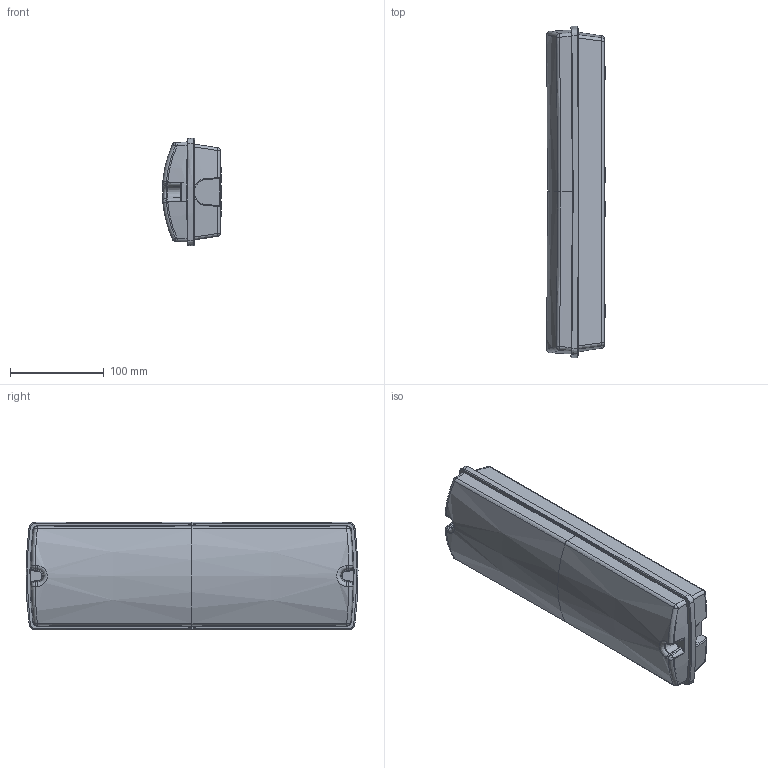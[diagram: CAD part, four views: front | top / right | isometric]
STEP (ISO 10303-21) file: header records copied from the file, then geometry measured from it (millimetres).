
FILE_DESCRIPTION (( 'STEP AP214' ), '1' );
FILE_NAME ('BLKH_GUARD_PLUS_EU.STEP', '2025-01-29T14:03:05', ( '' ), ( '' ), 'SwSTEP 2.0', 'SolidWorks 2022', '' );
FILE_SCHEMA (( 'AUTOMOTIVE_DESIGN' ));
Length unit declared in the file: millimetre
Products named in the file (1): BLKH_GUARD_PLUS_EU
Bounding box: 63.03 x 354.94 x 115.07 mm (x, y, z)
Volume: 278003.8 mm3; surface area: 264177.5 mm2
Topology: 2 solids, 2 shells, 341 faces, 890 edges, 562 vertices
Faces by surface type: bspline 188, plane 62, cylinder 51, torus 18, cone 14, sphere 8
Entity records: 30960 total; most frequent: CARTESIAN_POINT 20735, ORIENTED_EDGE 1772, EDGE_CURVE 886, B_SPLINE_CURVE_WITH_KNOTS 639, DIRECTION 590, VERTEX_POINT 562, EDGE_LOOP 354, UNCERTAINTY_MEASURE_WITH_UNIT 345
